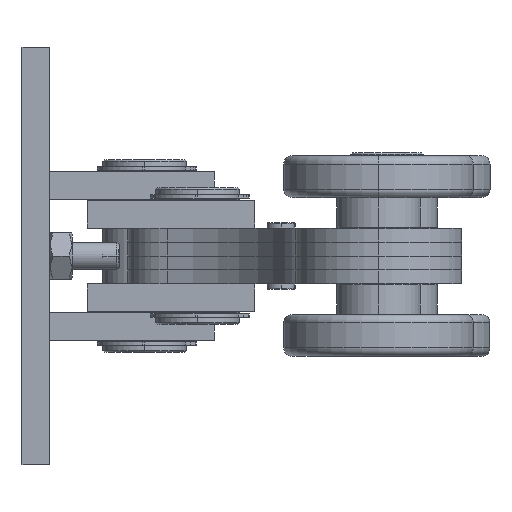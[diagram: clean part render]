
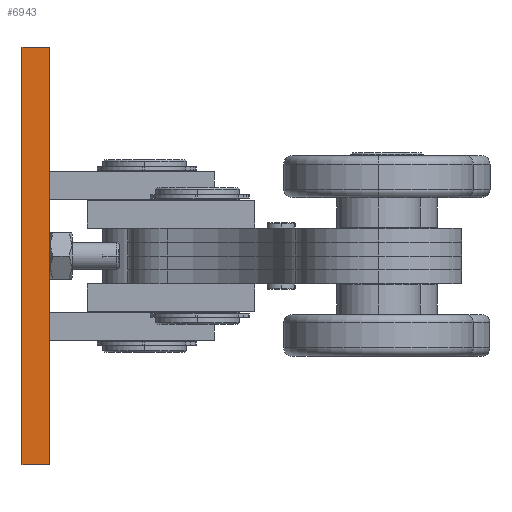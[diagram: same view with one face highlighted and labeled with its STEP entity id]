
A CAD part, left-side view. The second image highlights one B-rep face of the part: STEP entity #6943.
In plain terms, the highlighted planar face has unit normal (-1, 0, 0).
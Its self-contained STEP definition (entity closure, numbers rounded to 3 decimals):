
#25 = CARTESIAN_POINT ( 'NONE',  ( -200., 5., 75. ) ) ;
#260 = CARTESIAN_POINT ( 'NONE',  ( -200., 5., -75. ) ) ;
#395 = VERTEX_POINT ( 'NONE', #15502 ) ;
#994 = FACE_OUTER_BOUND ( 'NONE', #8325, .T. ) ;
#1127 = VECTOR ( 'NONE', #15179, 1000. ) ;
#1296 = LINE ( 'NONE', #8758, #15626 ) ;
#2674 = EDGE_CURVE ( 'NONE', #14130, #8877, #9494, .T. ) ;
#3018 = EDGE_CURVE ( 'NONE', #8877, #13850, #1296, .T. ) ;
#3782 = VECTOR ( 'NONE', #15495, 1000. ) ;
#3893 = CARTESIAN_POINT ( 'NONE',  ( -200., -5., 75. ) ) ;
#5020 = DIRECTION ( 'NONE',  ( 0., -1., 0. ) ) ;
#5352 = LINE ( 'NONE', #3893, #1127 ) ;
#5928 = PLANE ( 'NONE',  #10988 ) ;
#6943 = ADVANCED_FACE ( 'NONE', ( #994 ), #5928, .F. ) ;
#7239 = ORIENTED_EDGE ( 'NONE', *, *, #3018, .F. ) ;
#7601 = LINE ( 'NONE', #260, #10983 ) ;
#8325 = EDGE_LOOP ( 'NONE', ( #8525, #7239, #9694, #15200 ) ) ;
#8525 = ORIENTED_EDGE ( 'NONE', *, *, #9196, .T. ) ;
#8758 = CARTESIAN_POINT ( 'NONE',  ( -200., 5., 75. ) ) ;
#8877 = VERTEX_POINT ( 'NONE', #25 ) ;
#9048 = EDGE_CURVE ( 'NONE', #14130, #395, #7601, .T. ) ;
#9196 = EDGE_CURVE ( 'NONE', #395, #13850, #5352, .T. ) ;
#9494 = LINE ( 'NONE', #10607, #3782 ) ;
#9694 = ORIENTED_EDGE ( 'NONE', *, *, #2674, .F. ) ;
#10607 = CARTESIAN_POINT ( 'NONE',  ( -200., 5., 75. ) ) ;
#10983 = VECTOR ( 'NONE', #5020, 1000. ) ;
#10988 = AXIS2_PLACEMENT_3D ( 'NONE', #14639, #11966, #14776 ) ;
#11966 = DIRECTION ( 'NONE',  ( 1., 0., 0. ) ) ;
#13676 = CARTESIAN_POINT ( 'NONE',  ( -200., -5., 75. ) ) ;
#13816 = DIRECTION ( 'NONE',  ( 0., -1., 0. ) ) ;
#13850 = VERTEX_POINT ( 'NONE', #13676 ) ;
#14130 = VERTEX_POINT ( 'NONE', #14210 ) ;
#14210 = CARTESIAN_POINT ( 'NONE',  ( -200., 5., -75. ) ) ;
#14639 = CARTESIAN_POINT ( 'NONE',  ( -200., 5., 75. ) ) ;
#14776 = DIRECTION ( 'NONE',  ( 0., 0., -1. ) ) ;
#15179 = DIRECTION ( 'NONE',  ( 0., 0., 1. ) ) ;
#15200 = ORIENTED_EDGE ( 'NONE', *, *, #9048, .T. ) ;
#15495 = DIRECTION ( 'NONE',  ( 0., 0., 1. ) ) ;
#15502 = CARTESIAN_POINT ( 'NONE',  ( -200., -5., -75. ) ) ;
#15626 = VECTOR ( 'NONE', #13816, 1000. ) ;
